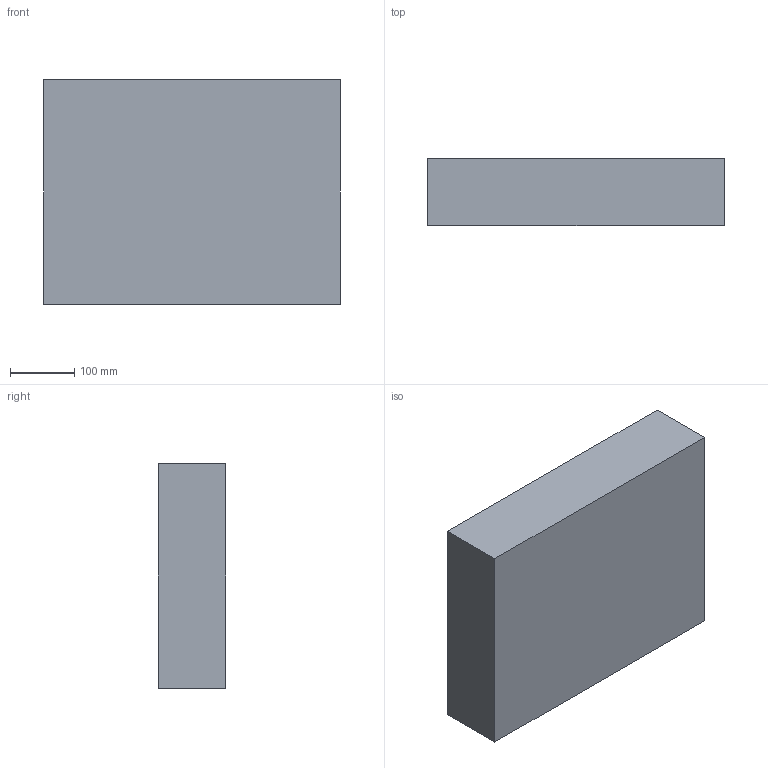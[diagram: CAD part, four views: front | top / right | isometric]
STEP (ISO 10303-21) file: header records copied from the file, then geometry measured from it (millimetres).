
FILE_DESCRIPTION((''),'2;1');
FILE_NAME('SCHAUM','2026-02-09T09:46:56',('Samuel'),(''),'CREO PARAMETRIC BY PTC INC, 2023073','CREO PARAMETRIC BY PTC INC, 2023073','');
FILE_SCHEMA(('CONFIG_CONTROL_DESIGN'));
Length unit declared in the file: millimetre
Products named in the file (1): SCHAUM
Bounding box: 463 x 105 x 350 mm (x, y, z)
Volume: 13035145.2 mm3; surface area: 699461.6 mm2
Topology: 1 solids, 1 shells, 57 faces, 135 edges, 90 vertices
Faces by surface type: plane 55, cylinder 2
Entity records: 1651 total; most frequent: CARTESIAN_POINT 282, ORIENTED_EDGE 270, DIRECTION 253, EDGE_CURVE 135, VECTOR 131, LINE 131, VERTEX_POINT 90, EDGE_LOOP 67
